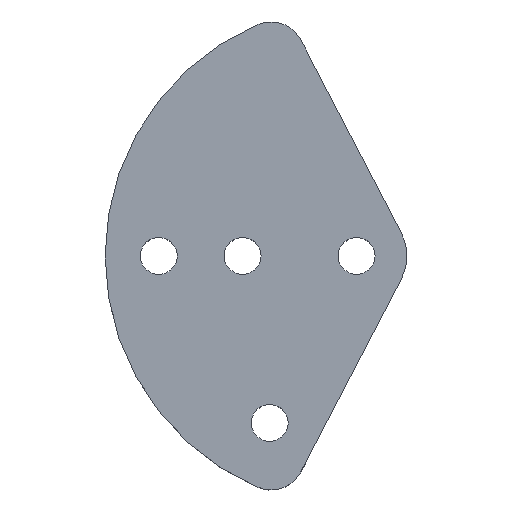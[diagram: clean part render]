
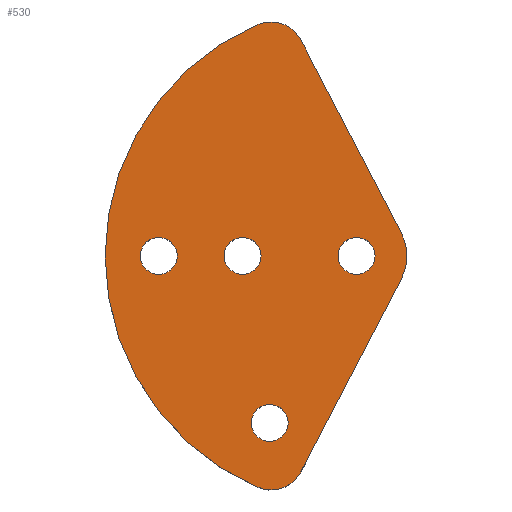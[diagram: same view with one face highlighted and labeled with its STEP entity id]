
A CAD part, top view. The second image highlights one B-rep face of the part: STEP entity #530.
In plain terms, the highlighted planar face has unit normal (0, 0, 1).
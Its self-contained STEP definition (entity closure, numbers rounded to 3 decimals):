
#63=CARTESIAN_POINT('Vertex',(-162.179,-12.882,0.2)) ;
#77=CARTESIAN_POINT('Vertex',(-156.194,-1.385,0.2)) ;
#80=CARTESIAN_POINT('Line Origine',(-159.186,-7.134,0.2)) ;
#108=CARTESIAN_POINT('Vertex',(-156.194,1.385,0.2)) ;
#111=CARTESIAN_POINT('Axis2P3D Location',(-158.855,0.,0.2)) ;
#139=CARTESIAN_POINT('Vertex',(-162.179,12.882,0.2)) ;
#142=CARTESIAN_POINT('Line Origine',(-159.186,7.134,0.2)) ;
#159=CARTESIAN_POINT('Axis2P3D Location',(-158.855,0.,0.2)) ;
#163=CARTESIAN_POINT('Vertex',(-159.955,0.,0.2)) ;
#165=CARTESIAN_POINT('Vertex',(-157.755,0.,0.2)) ;
#194=CARTESIAN_POINT('Axis2P3D Location',(-158.855,0.,0.2)) ;
#264=CARTESIAN_POINT('Vertex',(-162.94,-9.961,0.2)) ;
#267=CARTESIAN_POINT('Axis2P3D Location',(-164.04,-9.961,0.2)) ;
#271=CARTESIAN_POINT('Vertex',(-165.14,-9.961,0.2)) ;
#308=CARTESIAN_POINT('Axis2P3D Location',(-164.04,-9.961,0.2)) ;
#366=CARTESIAN_POINT('Vertex',(-164.737,-13.799,0.2)) ;
#369=CARTESIAN_POINT('Axis2P3D Location',(-158.855,0.,0.2)) ;
#373=CARTESIAN_POINT('Vertex',(-164.737,13.799,0.2)) ;
#463=CARTESIAN_POINT('Axis2P3D Location',(0.,0.,0.2)) ;
#468=CARTESIAN_POINT('Axis2P3D Location',(-163.953,-11.959,0.2)) ;
#473=CARTESIAN_POINT('Axis2P3D Location',(-163.953,11.959,0.2)) ;
#494=CARTESIAN_POINT('Axis2P3D Location',(-170.655,0.,0.2)) ;
#498=CARTESIAN_POINT('Vertex',(-169.555,0.,0.2)) ;
#500=CARTESIAN_POINT('Vertex',(-171.755,0.,0.2)) ;
#503=CARTESIAN_POINT('Axis2P3D Location',(-170.655,0.,0.2)) ;
#512=CARTESIAN_POINT('Axis2P3D Location',(-165.655,0.,0.2)) ;
#516=CARTESIAN_POINT('Vertex',(-164.555,0.,0.2)) ;
#518=CARTESIAN_POINT('Vertex',(-166.755,0.,0.2)) ;
#521=CARTESIAN_POINT('Axis2P3D Location',(-165.655,0.,0.2)) ;
#81=DIRECTION('Vector Direction',(0.462,0.887,0.)) ;
#112=DIRECTION('Axis2P3D Direction',(0.,-0.,1.)) ;
#143=DIRECTION('Vector Direction',(0.462,-0.887,0.)) ;
#160=DIRECTION('Axis2P3D Direction',(0.,-0.,1.)) ;
#195=DIRECTION('Axis2P3D Direction',(0.,-0.,1.)) ;
#268=DIRECTION('Axis2P3D Direction',(0.,0.,1.)) ;
#309=DIRECTION('Axis2P3D Direction',(0.,0.,1.)) ;
#370=DIRECTION('Axis2P3D Direction',(0.,-0.,1.)) ;
#464=DIRECTION('Axis2P3D Direction',(0.,0.,1.)) ;
#465=DIRECTION('Axis2P3D XDirection',(1.,0.,0.)) ;
#469=DIRECTION('Axis2P3D Direction',(0.,0.,1.)) ;
#474=DIRECTION('Axis2P3D Direction',(0.,0.,1.)) ;
#495=DIRECTION('Axis2P3D Direction',(0.,0.,1.)) ;
#504=DIRECTION('Axis2P3D Direction',(0.,0.,1.)) ;
#513=DIRECTION('Axis2P3D Direction',(0.,0.,1.)) ;
#522=DIRECTION('Axis2P3D Direction',(0.,0.,1.)) ;
#113=AXIS2_PLACEMENT_3D('Circle Axis2P3D',#111,#112,$) ;
#161=AXIS2_PLACEMENT_3D('Circle Axis2P3D',#159,#160,$) ;
#196=AXIS2_PLACEMENT_3D('Circle Axis2P3D',#194,#195,$) ;
#269=AXIS2_PLACEMENT_3D('Circle Axis2P3D',#267,#268,$) ;
#310=AXIS2_PLACEMENT_3D('Circle Axis2P3D',#308,#309,$) ;
#371=AXIS2_PLACEMENT_3D('Circle Axis2P3D',#369,#370,$) ;
#466=AXIS2_PLACEMENT_3D('Plane Axis2P3D',#463,#464,#465) ;
#470=AXIS2_PLACEMENT_3D('Circle Axis2P3D',#468,#469,$) ;
#475=AXIS2_PLACEMENT_3D('Circle Axis2P3D',#473,#474,$) ;
#496=AXIS2_PLACEMENT_3D('Circle Axis2P3D',#494,#495,$) ;
#505=AXIS2_PLACEMENT_3D('Circle Axis2P3D',#503,#504,$) ;
#514=AXIS2_PLACEMENT_3D('Circle Axis2P3D',#512,#513,$) ;
#523=AXIS2_PLACEMENT_3D('Circle Axis2P3D',#521,#522,$) ;
#479=ORIENTED_EDGE('',*,*,#375,.T.) ;
#480=ORIENTED_EDGE('',*,*,#472,.T.) ;
#481=ORIENTED_EDGE('',*,*,#84,.T.) ;
#482=ORIENTED_EDGE('',*,*,#115,.T.) ;
#483=ORIENTED_EDGE('',*,*,#146,.T.) ;
#484=ORIENTED_EDGE('',*,*,#477,.T.) ;
#487=ORIENTED_EDGE('',*,*,#273,.F.) ;
#488=ORIENTED_EDGE('',*,*,#312,.F.) ;
#491=ORIENTED_EDGE('',*,*,#167,.F.) ;
#492=ORIENTED_EDGE('',*,*,#198,.F.) ;
#509=ORIENTED_EDGE('',*,*,#502,.F.) ;
#510=ORIENTED_EDGE('',*,*,#507,.F.) ;
#527=ORIENTED_EDGE('',*,*,#520,.F.) ;
#528=ORIENTED_EDGE('',*,*,#525,.F.) ;
#489=FACE_BOUND('',#486,.T.) ;
#493=FACE_BOUND('',#490,.T.) ;
#511=FACE_BOUND('',#508,.T.) ;
#529=FACE_BOUND('',#526,.T.) ;
#82=VECTOR('Line Direction',#81,1.) ;
#144=VECTOR('Line Direction',#143,1.) ;
#530=ADVANCED_FACE('Tail horizontal mount',(#485,#489,#493,#511,#529),#467,.T.) ;
#114=CIRCLE('generated circle',#113,3.) ;
#162=CIRCLE('generated circle',#161,1.1) ;
#197=CIRCLE('generated circle',#196,1.1) ;
#270=CIRCLE('generated circle',#269,1.1) ;
#311=CIRCLE('generated circle',#310,1.1) ;
#372=CIRCLE('generated circle',#371,15.) ;
#471=CIRCLE('generated circle',#470,2.) ;
#476=CIRCLE('generated circle',#475,2.) ;
#497=CIRCLE('generated circle',#496,1.1) ;
#506=CIRCLE('generated circle',#505,1.1) ;
#515=CIRCLE('generated circle',#514,1.1) ;
#524=CIRCLE('generated circle',#523,1.1) ;
#84=EDGE_CURVE('',#64,#78,#83,.T.) ;
#115=EDGE_CURVE('',#78,#109,#114,.T.) ;
#146=EDGE_CURVE('',#109,#140,#145,.F.) ;
#167=EDGE_CURVE('',#164,#166,#162,.T.) ;
#198=EDGE_CURVE('',#166,#164,#197,.T.) ;
#273=EDGE_CURVE('',#265,#272,#270,.T.) ;
#312=EDGE_CURVE('',#272,#265,#311,.T.) ;
#375=EDGE_CURVE('',#374,#367,#372,.T.) ;
#472=EDGE_CURVE('',#367,#64,#471,.T.) ;
#477=EDGE_CURVE('',#140,#374,#476,.T.) ;
#502=EDGE_CURVE('',#499,#501,#497,.T.) ;
#507=EDGE_CURVE('',#501,#499,#506,.T.) ;
#520=EDGE_CURVE('',#517,#519,#515,.T.) ;
#525=EDGE_CURVE('',#519,#517,#524,.T.) ;
#478=EDGE_LOOP('',(#479,#480,#481,#482,#483,#484)) ;
#486=EDGE_LOOP('',(#487,#488)) ;
#490=EDGE_LOOP('',(#491,#492)) ;
#508=EDGE_LOOP('',(#509,#510)) ;
#526=EDGE_LOOP('',(#527,#528)) ;
#485=FACE_OUTER_BOUND('',#478,.T.) ;
#83=LINE('Line',#80,#82) ;
#145=LINE('Line',#142,#144) ;
#467=PLANE('Plane',#466) ;
#64=VERTEX_POINT('',#63) ;
#78=VERTEX_POINT('',#77) ;
#109=VERTEX_POINT('',#108) ;
#140=VERTEX_POINT('',#139) ;
#164=VERTEX_POINT('',#163) ;
#166=VERTEX_POINT('',#165) ;
#265=VERTEX_POINT('',#264) ;
#272=VERTEX_POINT('',#271) ;
#367=VERTEX_POINT('',#366) ;
#374=VERTEX_POINT('',#373) ;
#499=VERTEX_POINT('',#498) ;
#501=VERTEX_POINT('',#500) ;
#517=VERTEX_POINT('',#516) ;
#519=VERTEX_POINT('',#518) ;
